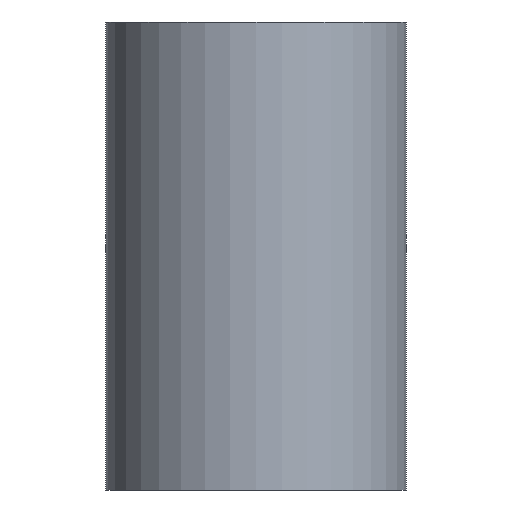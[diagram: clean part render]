
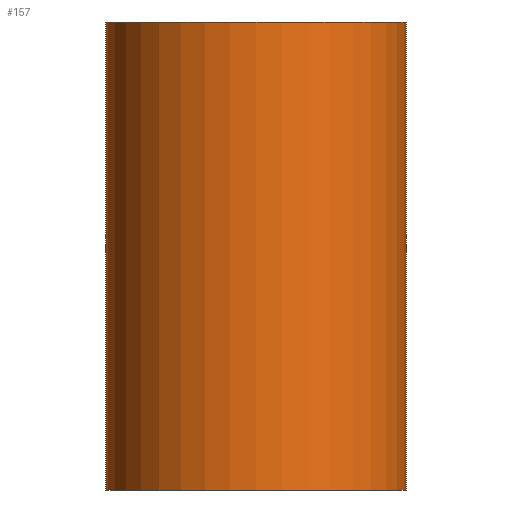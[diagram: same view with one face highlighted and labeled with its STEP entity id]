
A CAD part, front view. The second image highlights one B-rep face of the part: STEP entity #157.
In plain terms, the highlighted cylindrical face has radius 2.25 mm (diameter 4.5 mm), a partial arc.
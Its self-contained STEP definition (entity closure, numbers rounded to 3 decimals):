
#2 = VECTOR ( 'NONE', #63, 1000. ) ;
#8 = CARTESIAN_POINT ( 'NONE',  ( 2.25, 0., 7. ) ) ;
#22 = DIRECTION ( 'NONE',  ( 0., 0., 1. ) ) ;
#24 = AXIS2_PLACEMENT_3D ( 'NONE', #107, #22, #39 ) ;
#30 = VERTEX_POINT ( 'NONE', #164 ) ;
#33 = CARTESIAN_POINT ( 'NONE',  ( -2.25, 0., 7. ) ) ;
#35 = CYLINDRICAL_SURFACE ( 'NONE', #126, 2.25 ) ;
#36 = VECTOR ( 'NONE', #66, 1000. ) ;
#38 = CARTESIAN_POINT ( 'NONE',  ( 0., 0., 7. ) ) ;
#39 = DIRECTION ( 'NONE',  ( 1., 0., 0. ) ) ;
#44 = ORIENTED_EDGE ( 'NONE', *, *, #173, .F. ) ;
#54 = DIRECTION ( 'NONE',  ( 0., 0., 1. ) ) ;
#60 = ORIENTED_EDGE ( 'NONE', *, *, #136, .F. ) ;
#63 = DIRECTION ( 'NONE',  ( 0., 0., -1. ) ) ;
#64 = CARTESIAN_POINT ( 'NONE',  ( 0., 0., 7. ) ) ;
#66 = DIRECTION ( 'NONE',  ( 0., 0., -1. ) ) ;
#78 = ORIENTED_EDGE ( 'NONE', *, *, #127, .T. ) ;
#93 = ORIENTED_EDGE ( 'NONE', *, *, #141, .T. ) ;
#98 = LINE ( 'NONE', #145, #2 ) ;
#99 = DIRECTION ( 'NONE',  ( 0., 0., -1. ) ) ;
#107 = CARTESIAN_POINT ( 'NONE',  ( 0., 0., 0. ) ) ;
#123 = EDGE_LOOP ( 'NONE', ( #60, #44, #78, #93 ) ) ;
#126 = AXIS2_PLACEMENT_3D ( 'NONE', #38, #99, #137 ) ;
#127 = EDGE_CURVE ( 'NONE', #214, #155, #98, .T. ) ;
#135 = CARTESIAN_POINT ( 'NONE',  ( 2.25, 0., 7. ) ) ;
#136 = EDGE_CURVE ( 'NONE', #175, #30, #165, .T. ) ;
#137 = DIRECTION ( 'NONE',  ( -1., 0., 0. ) ) ;
#141 = EDGE_CURVE ( 'NONE', #155, #30, #197, .T. ) ;
#143 = CIRCLE ( 'NONE', #172, 2.25 ) ;
#145 = CARTESIAN_POINT ( 'NONE',  ( -2.25, 0., 7. ) ) ;
#148 = FACE_OUTER_BOUND ( 'NONE', #123, .T. ) ;
#155 = VERTEX_POINT ( 'NONE', #210 ) ;
#157 = ADVANCED_FACE ( 'NONE', ( #148 ), #35, .T. ) ;
#164 = CARTESIAN_POINT ( 'NONE',  ( 2.25, 0., 0. ) ) ;
#165 = LINE ( 'NONE', #8, #36 ) ;
#172 = AXIS2_PLACEMENT_3D ( 'NONE', #64, #54, #192 ) ;
#173 = EDGE_CURVE ( 'NONE', #214, #175, #143, .T. ) ;
#175 = VERTEX_POINT ( 'NONE', #135 ) ;
#192 = DIRECTION ( 'NONE',  ( 1., 0., 0. ) ) ;
#197 = CIRCLE ( 'NONE', #24, 2.25 ) ;
#210 = CARTESIAN_POINT ( 'NONE',  ( -2.25, 0., 0. ) ) ;
#214 = VERTEX_POINT ( 'NONE', #33 ) ;
